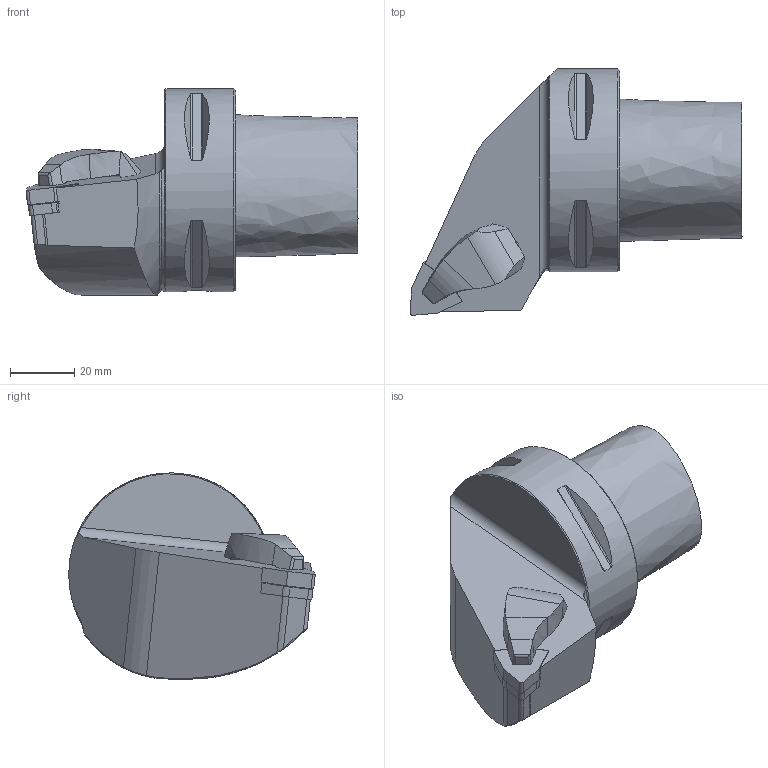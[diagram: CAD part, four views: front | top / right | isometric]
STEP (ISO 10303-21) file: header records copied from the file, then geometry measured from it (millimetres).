
FILE_DESCRIPTION(/* description */ (''),/* implementation_level */ '2;1');
FILE_NAME(/* name */ 'AC6 TWLNR 45065 08 H.stp',/* time_stamp */ '2024-12-09T11:12:18+03:00',/* author */ (''),/* organization */ (''),/* preprocessor_version */ 'ST-DEVELOPER v19.4',/* originating_system */ 'SIEMENS PLM Software NX2306.9102',/* authorisation */ '');
FILE_SCHEMA (('AUTOMOTIVE_DESIGN { 1 0 10303 214 3 1 1 1 }'));
Length unit declared in the file: millimetre
Products named in the file (1): AC6 TWLNR 45065 08 H-Light Step-Dxf_objects
Bounding box: 103 x 76.5 x 64 mm (x, y, z)
Volume: 183848.2 mm3; surface area: 23285.8 mm2
Topology: 2 solids, 2 shells, 138 faces, 361 edges, 235 vertices
Faces by surface type: plane 73, cylinder 34, cone 15, bspline 9, extrusion 4, torus 3
Full cylindrical faces by diameter (mm): 4 x1, 10 x1, 63 x1
Entity records: 5371 total; most frequent: CARTESIAN_POINT 1960, ORIENTED_EDGE 690, DIRECTION 610, EDGE_CURVE 345, VERTEX_POINT 230, AXIS2_PLACEMENT_3D 218, VECTOR 174, LINE 170
